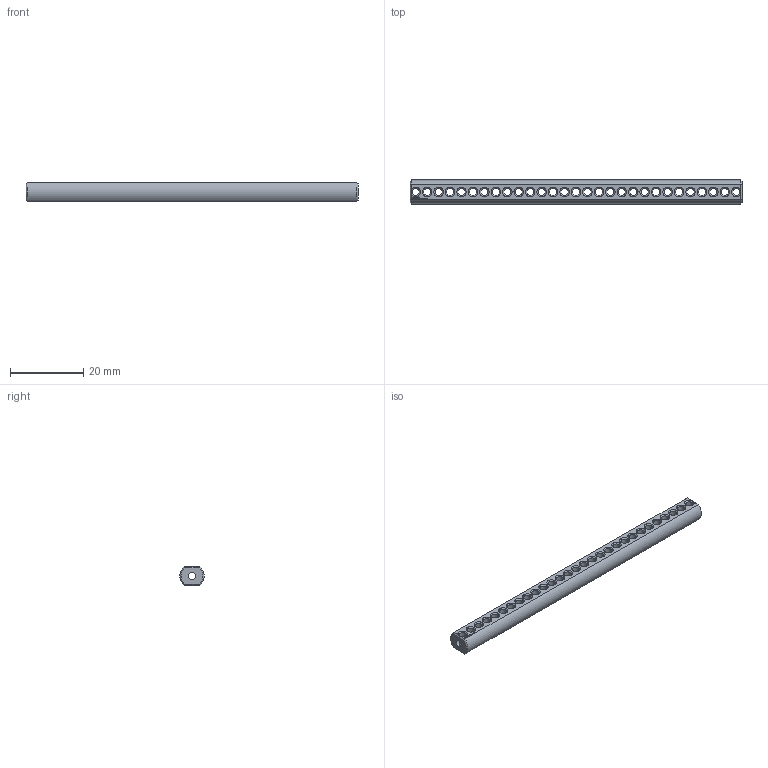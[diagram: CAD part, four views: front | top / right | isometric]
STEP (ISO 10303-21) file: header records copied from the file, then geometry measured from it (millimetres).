
FILE_DESCRIPTION(('FreeCAD Model'),'2;1');
FILE_NAME('Open CASCADE Shape Model','2024-06-18T13:00:19',(''),(''), 'Open CASCADE STEP processor 7.6','FreeCAD','Unknown');
FILE_SCHEMA(('AUTOMOTIVE_DESIGN { 1 0 10303 214 1 1 1 1 }'));
Length unit declared in the file: millimetre
Products named in the file (1): Shaft IDX BU07.25 - SPN-SFT-0149 (stemfie.org)
Bounding box: 90.62 x 6.6 x 5 mm (x, y, z)
Volume: 2067.4 mm3; surface area: 2632.5 mm2
Topology: 1 solids, 1 shells, 615 faces, 1808 edges, 1164 vertices
Faces by surface type: plane 323, extrusion 140, cylinder 90, cone 62
Full cylindrical faces by diameter (mm): 2 x88
Entity records: 20762 total; most frequent: CARTESIAN_POINT 4428, ORIENTED_EDGE 3616, DIRECTION 2994, EDGE_CURVE 1808, VECTOR 1294, VERTEX_POINT 1164, LINE 1154, AXIS2_PLACEMENT_3D 850
